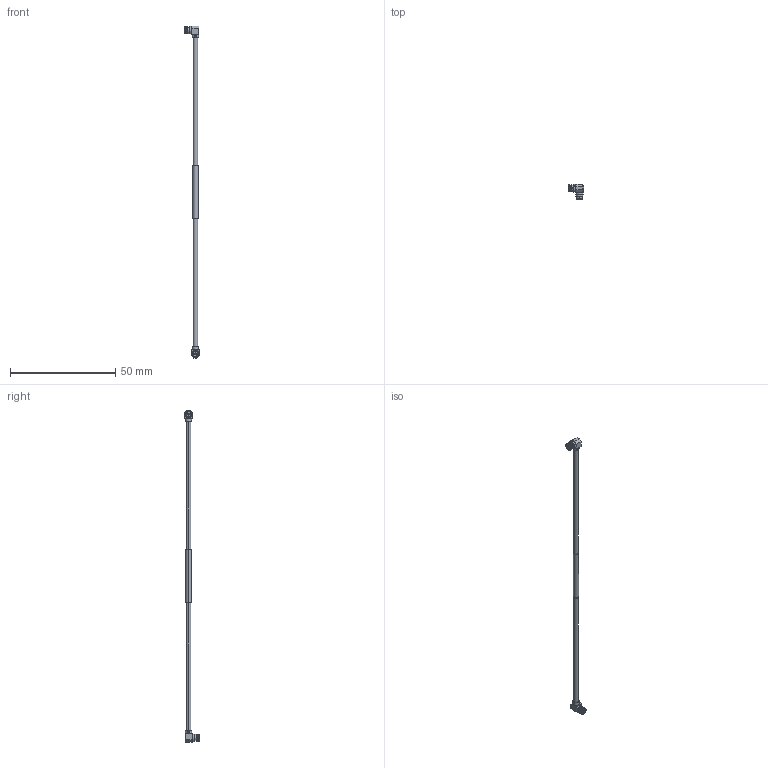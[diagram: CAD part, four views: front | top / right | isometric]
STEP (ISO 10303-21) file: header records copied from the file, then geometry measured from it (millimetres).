
FILE_DESCRIPTION (( 'STEP AP214' ), '1' );
FILE_NAME ('FMC01146-0202_3D.step', '2023-05-10T07:45:33', ( '' ), ( '' ), 'SwSTEP 2.0', 'SolidWorks 2022', '' );
FILE_SCHEMA (( 'AUTOMOTIVE_DESIGN' ));
Length unit declared in the file: inch
Products named in the file (3): SC5233; FMC01146-0202_3D; FM-SR086TB-BULK
Assembly tree (3 placements, depth 2):
  FMC01146-0202_3D
    SC5233  x2
    FM-SR086TB-BULK
Bounding box: 7.25 x 7.25 x 157.92 mm (x, y, z)
Volume: 745 mm3; surface area: 1563.4 mm2
Topology: 9 solids, 9 shells, 224 faces, 636 edges, 418 vertices
Faces by surface type: plane 110, cylinder 84, cone 30
Entity records: 4271 total; most frequent: CARTESIAN_POINT 1170, ORIENTED_EDGE 646, DIRECTION 598, EDGE_CURVE 323, AXIS2_PLACEMENT_3D 231, VERTEX_POINT 213, VECTOR 136, LINE 136
